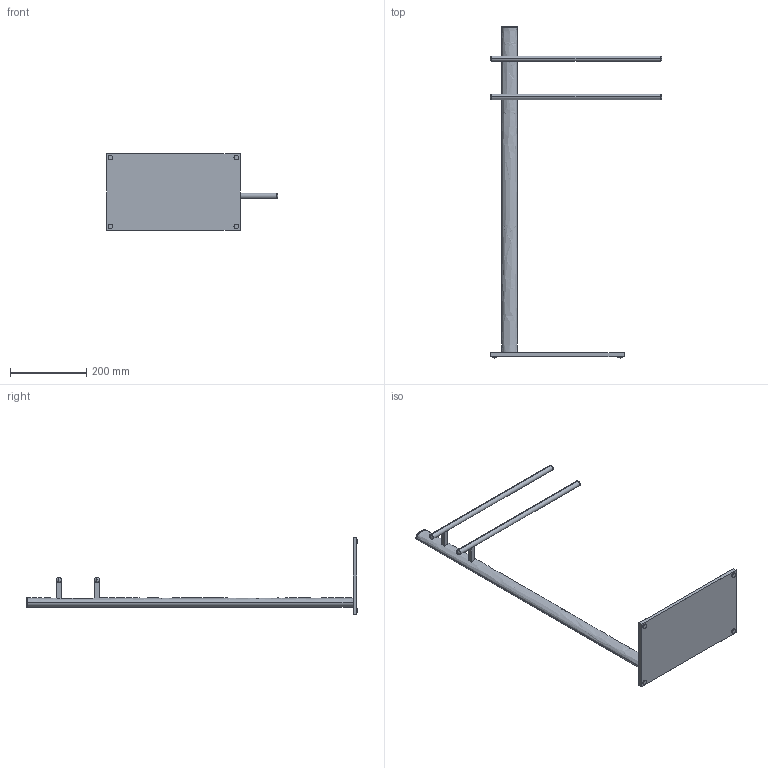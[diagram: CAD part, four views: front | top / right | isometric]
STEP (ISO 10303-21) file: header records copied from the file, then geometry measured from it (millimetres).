
FILE_DESCRIPTION (( 'STEP AP203' ), '1' );
FILE_NAME ('21527 - LUNIS.STEP', '2013-04-21T09:18:55', ( '' ), ( '' ), 'SwSTEP 2.0', 'SolidWorks 2012', '' );
FILE_SCHEMA (( 'CONFIG_CONTROL_DESIGN' ));
Length unit declared in the file: millimetre
Products named in the file (1): 21527 - LUNIS
Bounding box: 450 x 870 x 200 mm (x, y, z)
Volume: 1523966.3 mm3; surface area: 289400.5 mm2
Topology: 5 solids, 5 shells, 114 faces, 242 edges, 140 vertices
Faces by surface type: plane 42, cylinder 32, sphere 16, torus 16, bspline 8
Entity records: 4151 total; most frequent: CARTESIAN_POINT 1653, DIRECTION 552, ORIENTED_EDGE 468, EDGE_CURVE 234, AXIS2_PLACEMENT_3D 231, VERTEX_POINT 140, EDGE_LOOP 124, CIRCLE 124
